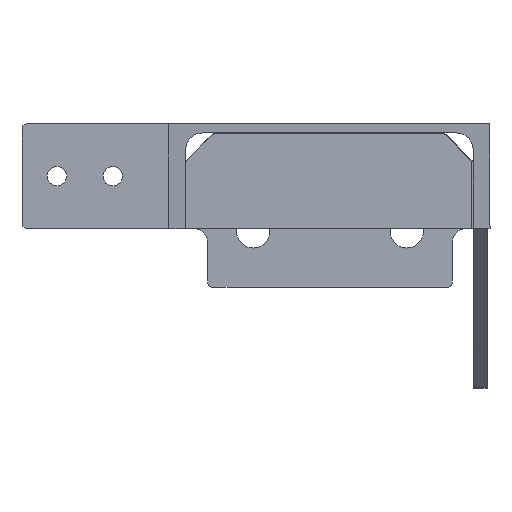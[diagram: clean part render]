
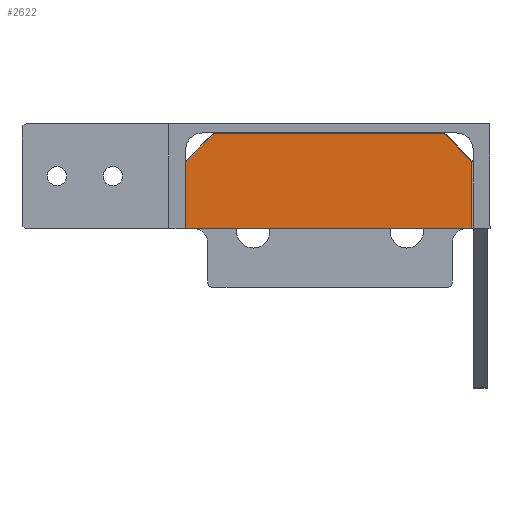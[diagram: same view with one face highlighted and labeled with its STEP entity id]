
A CAD part, left-side view. The second image highlights one B-rep face of the part: STEP entity #2622.
In plain terms, the highlighted face is planar.
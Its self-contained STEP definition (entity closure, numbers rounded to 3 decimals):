
#72 = DIRECTION ( 'NONE',  ( 0., -1., 0. ) ) ;
#84 = DIRECTION ( 'NONE',  ( 0., 0., 1. ) ) ;
#142 = DIRECTION ( 'NONE',  ( 1., 0., 0. ) ) ;
#231 = CARTESIAN_POINT ( 'NONE',  ( -33.121, -83.379, 4. ) ) ;
#295 = CARTESIAN_POINT ( 'NONE',  ( 34., 102.5, 4. ) ) ;
#305 = EDGE_CURVE ( 'NONE', #571, #3297, #694, .T. ) ;
#359 = CARTESIAN_POINT ( 'NONE',  ( -12.757, 99.5, 4. ) ) ;
#390 = CARTESIAN_POINT ( 'NONE',  ( -31., -81.257, 4. ) ) ;
#400 = CIRCLE ( 'NONE', #2056, 3. ) ;
#406 = LINE ( 'NONE', #1536, #3133 ) ;
#415 = VERTEX_POINT ( 'NONE', #999 ) ;
#458 = FACE_OUTER_BOUND ( 'NONE', #2447, .T. ) ;
#496 = DIRECTION ( 'NONE',  ( -0.707, -0.707, 0. ) ) ;
#515 = VECTOR ( 'NONE', #496, 1000. ) ;
#525 = AXIS2_PLACEMENT_3D ( 'NONE', #567, #3168, #2252 ) ;
#567 = CARTESIAN_POINT ( 'NONE',  ( 0., 0., 4. ) ) ;
#571 = VERTEX_POINT ( 'NONE', #2149 ) ;
#592 = CARTESIAN_POINT ( 'NONE',  ( -34., 81.257, 4. ) ) ;
#643 = CARTESIAN_POINT ( 'NONE',  ( 34., -102.5, 4. ) ) ;
#662 = CARTESIAN_POINT ( 'NONE',  ( -12.757, 102.5, 4. ) ) ;
#694 = CIRCLE ( 'NONE', #2774, 3. ) ;
#712 = DIRECTION ( 'NONE',  ( 1., 0., 0. ) ) ;
#714 = ORIENTED_EDGE ( 'NONE', *, *, #3288, .T. ) ;
#733 = DIRECTION ( 'NONE',  ( 0.707, -0.707, 0. ) ) ;
#754 = ORIENTED_EDGE ( 'NONE', *, *, #1558, .T. ) ;
#761 = VECTOR ( 'NONE', #911, 1000. ) ;
#881 = LINE ( 'NONE', #295, #761 ) ;
#911 = DIRECTION ( 'NONE',  ( -1., 0., 0. ) ) ;
#926 = DIRECTION ( 'NONE',  ( 1., 0., 0. ) ) ;
#954 = DIRECTION ( 'NONE',  ( 1., 0., 0. ) ) ;
#960 = CARTESIAN_POINT ( 'NONE',  ( 34., -102.5, 4. ) ) ;
#969 = DIRECTION ( 'NONE',  ( 0., 1., 0. ) ) ;
#999 = CARTESIAN_POINT ( 'NONE',  ( 34., 102.5, 4. ) ) ;
#1002 = CIRCLE ( 'NONE', #1870, 3. ) ;
#1229 = EDGE_CURVE ( 'NONE', #2295, #3164, #1002, .T. ) ;
#1304 = CARTESIAN_POINT ( 'NONE',  ( -58.25, -58.25, 4. ) ) ;
#1393 = DIRECTION ( 'NONE',  ( 0., 0., 1. ) ) ;
#1420 = VECTOR ( 'NONE', #969, 1000. ) ;
#1536 = CARTESIAN_POINT ( 'NONE',  ( -34., -102.5, 4. ) ) ;
#1541 = VERTEX_POINT ( 'NONE', #3434 ) ;
#1558 = EDGE_CURVE ( 'NONE', #3164, #1977, #3648, .T. ) ;
#1576 = ORIENTED_EDGE ( 'NONE', *, *, #2763, .T. ) ;
#1582 = EDGE_CURVE ( 'NONE', #1827, #1541, #1930, .T. ) ;
#1650 = CARTESIAN_POINT ( 'NONE',  ( -31., 81.257, 4. ) ) ;
#1661 = ORIENTED_EDGE ( 'NONE', *, *, #2851, .T. ) ;
#1702 = VECTOR ( 'NONE', #142, 1000. ) ;
#1747 = CARTESIAN_POINT ( 'NONE',  ( -12.757, -99.5, 4. ) ) ;
#1827 = VERTEX_POINT ( 'NONE', #3598 ) ;
#1870 = AXIS2_PLACEMENT_3D ( 'NONE', #359, #84, #954 ) ;
#1930 = CIRCLE ( 'NONE', #2230, 3. ) ;
#1977 = VERTEX_POINT ( 'NONE', #2127 ) ;
#2056 = AXIS2_PLACEMENT_3D ( 'NONE', #1650, #1393, #2206 ) ;
#2068 = ORIENTED_EDGE ( 'NONE', *, *, #1229, .T. ) ;
#2097 = EDGE_CURVE ( 'NONE', #3297, #1827, #2974, .T. ) ;
#2120 = DIRECTION ( 'NONE',  ( 0., 0., 1. ) ) ;
#2127 = CARTESIAN_POINT ( 'NONE',  ( -33.121, 83.379, 4. ) ) ;
#2148 = CARTESIAN_POINT ( 'NONE',  ( -14.879, 101.621, 4. ) ) ;
#2149 = CARTESIAN_POINT ( 'NONE',  ( -34., -81.257, 4. ) ) ;
#2197 = EDGE_CURVE ( 'NONE', #2697, #571, #406, .T. ) ;
#2206 = DIRECTION ( 'NONE',  ( 1., 0., 0. ) ) ;
#2208 = VERTEX_POINT ( 'NONE', #960 ) ;
#2230 = AXIS2_PLACEMENT_3D ( 'NONE', #1747, #2810, #926 ) ;
#2252 = DIRECTION ( 'NONE',  ( 1., 0., 0. ) ) ;
#2295 = VERTEX_POINT ( 'NONE', #662 ) ;
#2311 = PLANE ( 'NONE',  #525 ) ;
#2394 = ORIENTED_EDGE ( 'NONE', *, *, #2197, .T. ) ;
#2447 = EDGE_LOOP ( 'NONE', ( #1576, #2068, #754, #714, #2394, #2574, #3620, #3491, #2764, #1661 ) ) ;
#2574 = ORIENTED_EDGE ( 'NONE', *, *, #305, .T. ) ;
#2622 = ADVANCED_FACE ( 'NONE', ( #458 ), #2311, .T. ) ;
#2646 = VECTOR ( 'NONE', #733, 1000. ) ;
#2697 = VERTEX_POINT ( 'NONE', #592 ) ;
#2763 = EDGE_CURVE ( 'NONE', #415, #2295, #881, .T. ) ;
#2764 = ORIENTED_EDGE ( 'NONE', *, *, #3213, .T. ) ;
#2774 = AXIS2_PLACEMENT_3D ( 'NONE', #390, #2120, #712 ) ;
#2810 = DIRECTION ( 'NONE',  ( 0., 0., 1. ) ) ;
#2851 = EDGE_CURVE ( 'NONE', #2208, #415, #3490, .T. ) ;
#2859 = LINE ( 'NONE', #3438, #1702 ) ;
#2974 = LINE ( 'NONE', #1304, #2646 ) ;
#3133 = VECTOR ( 'NONE', #72, 1000. ) ;
#3164 = VERTEX_POINT ( 'NONE', #2148 ) ;
#3168 = DIRECTION ( 'NONE',  ( 0., 0., 1. ) ) ;
#3213 = EDGE_CURVE ( 'NONE', #1541, #2208, #2859, .T. ) ;
#3288 = EDGE_CURVE ( 'NONE', #1977, #2697, #400, .T. ) ;
#3297 = VERTEX_POINT ( 'NONE', #231 ) ;
#3340 = CARTESIAN_POINT ( 'NONE',  ( -58.25, 58.25, 4. ) ) ;
#3434 = CARTESIAN_POINT ( 'NONE',  ( -12.757, -102.5, 4. ) ) ;
#3438 = CARTESIAN_POINT ( 'NONE',  ( 34., -102.5, 4. ) ) ;
#3490 = LINE ( 'NONE', #643, #1420 ) ;
#3491 = ORIENTED_EDGE ( 'NONE', *, *, #1582, .T. ) ;
#3598 = CARTESIAN_POINT ( 'NONE',  ( -14.879, -101.621, 4. ) ) ;
#3620 = ORIENTED_EDGE ( 'NONE', *, *, #2097, .T. ) ;
#3648 = LINE ( 'NONE', #3340, #515 ) ;
